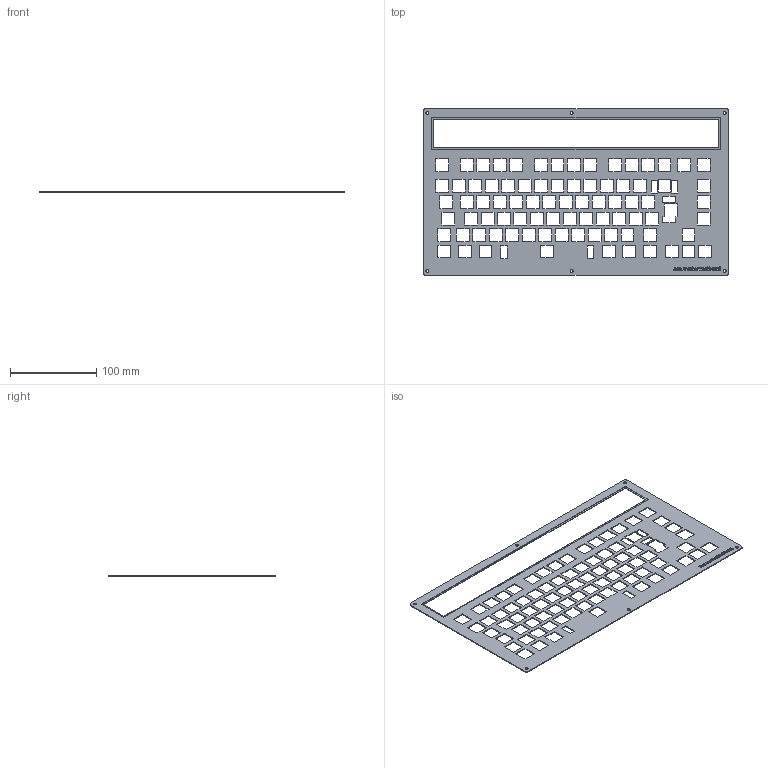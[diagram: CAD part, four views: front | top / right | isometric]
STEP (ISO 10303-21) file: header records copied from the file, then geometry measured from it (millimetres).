
FILE_DESCRIPTION(('FreeCAD Model'),'2;1');
FILE_NAME('Open CASCADE Shape Model','2025-03-19T13:24:14',(''),(''), 'Open CASCADE STEP processor 7.8','FreeCAD','Unknown');
FILE_SCHEMA(('AUTOMOTIVE_DESIGN { 1 0 10303 214 1 1 1 1 }'));
Length unit declared in the file: millimetre
Products named in the file (1): Body
Bounding box: 354.6 x 193.1 x 1 mm (x, y, z)
Volume: 37297.1 mm3; surface area: 83306.5 mm2
Topology: 1 solids, 1 shells, 1277 faces, 3738 edges, 2492 vertices
Faces by surface type: extrusion 782, plane 485, cylinder 10
Full cylindrical faces by diameter (mm): 3.4 x6
Entity records: 45534 total; most frequent: CARTESIAN_POINT 14316, ORIENTED_EDGE 7476, DIRECTION 3968, EDGE_CURVE 3738, VECTOR 2936, VERTEX_POINT 2492, B_SPLINE_CURVE_WITH_KNOTS 2346, LINE 2154
